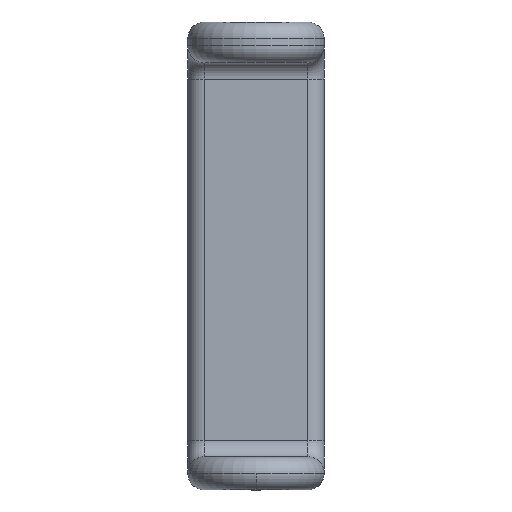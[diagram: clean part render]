
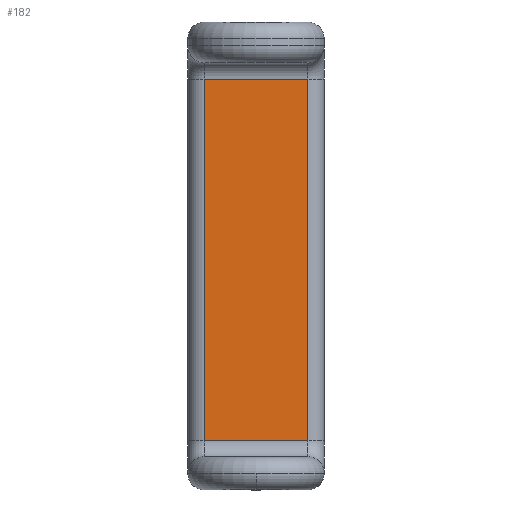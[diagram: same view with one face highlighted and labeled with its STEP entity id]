
A CAD part, left-side view. The second image highlights one B-rep face of the part: STEP entity #182.
In plain terms, the highlighted planar face has unit normal (-1, 0, 0).
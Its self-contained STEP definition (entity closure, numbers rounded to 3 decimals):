
#3 = LINE ( 'NONE', #559, #772 ) ;
#23 = DIRECTION ( 'NONE',  ( -1., 0., 0. ) ) ;
#90 = ORIENTED_EDGE ( 'NONE', *, *, #408, .T. ) ;
#175 = CARTESIAN_POINT ( 'NONE',  ( 18.5, 2.8, -37.926 ) ) ;
#182 = ADVANCED_FACE ( 'NONE', ( #753 ), #1690, .T. ) ;
#199 = LINE ( 'NONE', #886, #565 ) ;
#243 = ORIENTED_EDGE ( 'NONE', *, *, #1813, .T. ) ;
#398 = CARTESIAN_POINT ( 'NONE',  ( 18.5, -2.8, -20.3 ) ) ;
#407 = AXIS2_PLACEMENT_3D ( 'NONE', #1845, #23, #1099 ) ;
#408 = EDGE_CURVE ( 'NONE', #1958, #1867, #3, .T. ) ;
#552 = DIRECTION ( 'NONE',  ( 0., 0., 1. ) ) ;
#559 = CARTESIAN_POINT ( 'NONE',  ( 18.5, 3.7, -0.7 ) ) ;
#565 = VECTOR ( 'NONE', #1787, 1000. ) ;
#599 = LINE ( 'NONE', #175, #913 ) ;
#673 = EDGE_CURVE ( 'NONE', #911, #1958, #751, .T. ) ;
#751 = LINE ( 'NONE', #1458, #1912 ) ;
#753 = FACE_OUTER_BOUND ( 'NONE', #1362, .T. ) ;
#772 = VECTOR ( 'NONE', #1470, 1000. ) ;
#886 = CARTESIAN_POINT ( 'NONE',  ( 18.5, 3.7, -20.3 ) ) ;
#911 = VERTEX_POINT ( 'NONE', #398 ) ;
#913 = VECTOR ( 'NONE', #1856, 1000. ) ;
#1008 = ORIENTED_EDGE ( 'NONE', *, *, #673, .T. ) ;
#1099 = DIRECTION ( 'NONE',  ( 0., 0., 1. ) ) ;
#1152 = VERTEX_POINT ( 'NONE', #1567 ) ;
#1337 = EDGE_CURVE ( 'NONE', #1867, #1152, #599, .T. ) ;
#1362 = EDGE_LOOP ( 'NONE', ( #243, #1008, #90, #1834 ) ) ;
#1382 = CARTESIAN_POINT ( 'NONE',  ( 18.5, -2.8, -0.7 ) ) ;
#1458 = CARTESIAN_POINT ( 'NONE',  ( 18.5, -2.8, -37.926 ) ) ;
#1470 = DIRECTION ( 'NONE',  ( 0., 1., 0. ) ) ;
#1567 = CARTESIAN_POINT ( 'NONE',  ( 18.5, 2.8, -20.3 ) ) ;
#1690 = PLANE ( 'NONE',  #407 ) ;
#1787 = DIRECTION ( 'NONE',  ( 0., -1., 0. ) ) ;
#1813 = EDGE_CURVE ( 'NONE', #1152, #911, #199, .T. ) ;
#1834 = ORIENTED_EDGE ( 'NONE', *, *, #1337, .T. ) ;
#1845 = CARTESIAN_POINT ( 'NONE',  ( 18.5, 3.7, -37.926 ) ) ;
#1856 = DIRECTION ( 'NONE',  ( 0., 0., -1. ) ) ;
#1867 = VERTEX_POINT ( 'NONE', #1943 ) ;
#1912 = VECTOR ( 'NONE', #552, 1000. ) ;
#1943 = CARTESIAN_POINT ( 'NONE',  ( 18.5, 2.8, -0.7 ) ) ;
#1958 = VERTEX_POINT ( 'NONE', #1382 ) ;
